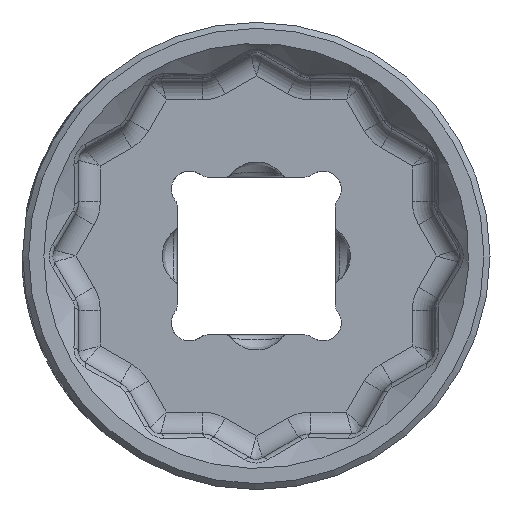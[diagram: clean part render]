
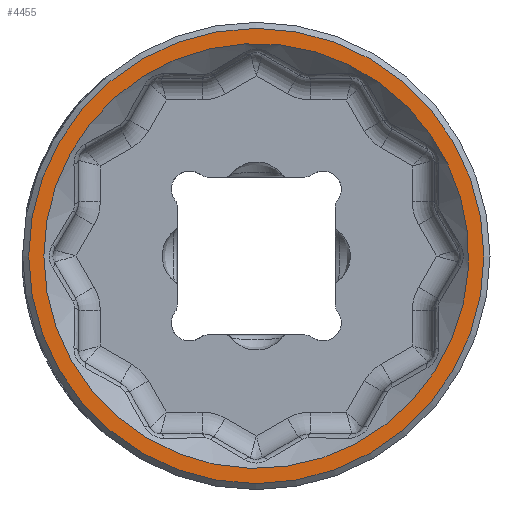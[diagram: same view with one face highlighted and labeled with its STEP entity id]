
A CAD part, left-side view. The second image highlights one B-rep face of the part: STEP entity #4455.
In plain terms, the highlighted planar face has unit normal (-1, 0, 0).
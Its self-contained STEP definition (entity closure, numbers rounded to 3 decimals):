
#54=FACE_BOUND('',#845,.T.);
#174=PLANE('',#4854);
#558=FACE_OUTER_BOUND('',#844,.T.);
#844=EDGE_LOOP('',(#4096));
#845=EDGE_LOOP('',(#4097));
#1169=CIRCLE('',#4709,17.5);
#1239=CIRCLE('',#4853,18.75);
#1993=VERTEX_POINT('',#9286);
#2093=VERTEX_POINT('',#10562);
#2582=EDGE_CURVE('',#1993,#1993,#1169,.T.);
#2764=EDGE_CURVE('',#2093,#2093,#1239,.T.);
#4096=ORIENTED_EDGE('',*,*,#2764,.F.);
#4097=ORIENTED_EDGE('',*,*,#2582,.T.);
#4455=ADVANCED_FACE('',(#558,#54),#174,.T.);
#4709=AXIS2_PLACEMENT_3D('',#9287,#5489,#5490);
#4853=AXIS2_PLACEMENT_3D('',#10563,#5852,#5853);
#4854=AXIS2_PLACEMENT_3D('',#10564,#5854,#5855);
#5489=DIRECTION('center_axis',(1.,0.,0.));
#5490=DIRECTION('ref_axis',(0.,-1.,0.));
#5852=DIRECTION('center_axis',(1.,0.,0.));
#5853=DIRECTION('ref_axis',(0.,-1.,0.));
#5854=DIRECTION('center_axis',(-1.,0.,0.));
#5855=DIRECTION('ref_axis',(0.,0.,1.));
#9286=CARTESIAN_POINT('',(-8.,17.5,0.));
#9287=CARTESIAN_POINT('Origin',(-8.,0.,0.));
#10562=CARTESIAN_POINT('',(-8.,18.75,0.));
#10563=CARTESIAN_POINT('Origin',(-8.,0.,
0.));
#10564=CARTESIAN_POINT('Origin',(-8.,19.25,0.));
